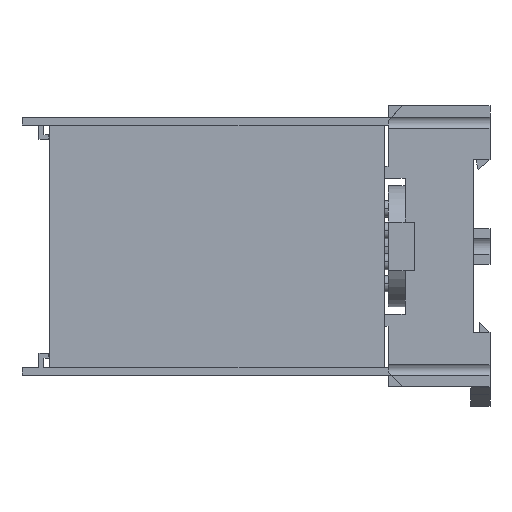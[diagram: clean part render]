
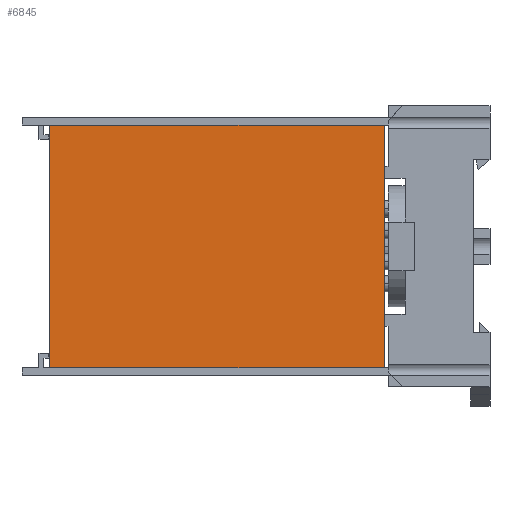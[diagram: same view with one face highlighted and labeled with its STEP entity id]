
A CAD part, left-side view. The second image highlights one B-rep face of the part: STEP entity #6845.
In plain terms, the highlighted planar face has unit normal (-1, 0, 0).
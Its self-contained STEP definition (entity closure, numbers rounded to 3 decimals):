
#1354 = CARTESIAN_POINT ( 'NONE',  ( 0., 50., 0. ) ) ;
#1381 = DIRECTION ( 'NONE',  ( 0., -1., 0. ) ) ;
#1382 = VECTOR ( 'NONE', #1381, 1000. ) ;
#1383 = CARTESIAN_POINT ( 'NONE',  ( 0., 0., 69. ) ) ;
#1392 = CARTESIAN_POINT ( 'NONE',  ( 0., 0., 69. ) ) ;
#1395 = LINE ( 'NONE', #1383, #1382 ) ;
#1399 = CARTESIAN_POINT ( 'NONE',  ( 0., 50., 69. ) ) ;
#1442 = PLANE ( 'NONE',  #1474 ) ;
#1451 = DIRECTION ( 'NONE',  ( 0., 0., -1. ) ) ;
#1452 = VECTOR ( 'NONE', #1451, 1000. ) ;
#1453 = CARTESIAN_POINT ( 'NONE',  ( 0., 50., 69. ) ) ;
#1455 = DIRECTION ( 'NONE',  ( 0., -1., 0. ) ) ;
#1456 = VECTOR ( 'NONE', #1455, 1000. ) ;
#1457 = LINE ( 'NONE', #1453, #1452 ) ;
#1465 = CARTESIAN_POINT ( 'NONE',  ( 0., 0., 0. ) ) ;
#1466 = LINE ( 'NONE', #1465, #1456 ) ;
#1469 = FACE_OUTER_BOUND ( 'NONE', #6778, .T. ) ;
#1474 = AXIS2_PLACEMENT_3D ( 'NONE', #1534, #1529, #1528 ) ;
#1480 = LINE ( 'NONE', #1486, #1485 ) ;
#1484 = DIRECTION ( 'NONE',  ( 0., 0., -1. ) ) ;
#1485 = VECTOR ( 'NONE', #1484, 1000. ) ;
#1486 = CARTESIAN_POINT ( 'NONE',  ( 0., 0., 69. ) ) ;
#1528 = DIRECTION ( 'NONE',  ( 0., 0., -1. ) ) ;
#1529 = DIRECTION ( 'NONE',  ( 1., 0., 0. ) ) ;
#1531 = CARTESIAN_POINT ( 'NONE',  ( 0., 0., 0. ) ) ;
#1534 = CARTESIAN_POINT ( 'NONE',  ( 0., 0., 69. ) ) ;
#6774 = VERTEX_POINT ( 'NONE', #1354 ) ;
#6778 = EDGE_LOOP ( 'NONE', ( #6847, #6822, #6826, #6825 ) ) ;
#6792 = VERTEX_POINT ( 'NONE', #1399 ) ;
#6793 = VERTEX_POINT ( 'NONE', #1392 ) ;
#6795 = EDGE_CURVE ( 'NONE', #6792, #6793, #1395, .T. ) ;
#6820 = EDGE_CURVE ( 'NONE', #6774, #6846, #1466, .T. ) ;
#6821 = EDGE_CURVE ( 'NONE', #6792, #6774, #1457, .T. ) ;
#6822 = ORIENTED_EDGE ( 'NONE', *, *, #6836, .F. ) ;
#6825 = ORIENTED_EDGE ( 'NONE', *, *, #6821, .T. ) ;
#6826 = ORIENTED_EDGE ( 'NONE', *, *, #6795, .F. ) ;
#6836 = EDGE_CURVE ( 'NONE', #6793, #6846, #1480, .T. ) ;
#6845 = ADVANCED_FACE ( 'NONE', ( #1469 ), #1442, .F. ) ;
#6846 = VERTEX_POINT ( 'NONE', #1531 ) ;
#6847 = ORIENTED_EDGE ( 'NONE', *, *, #6820, .T. ) ;
